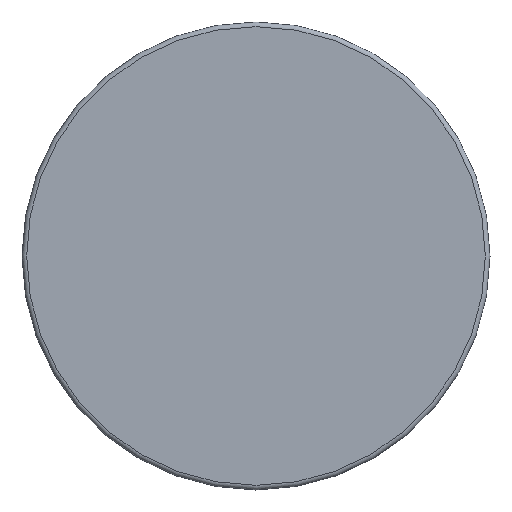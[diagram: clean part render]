
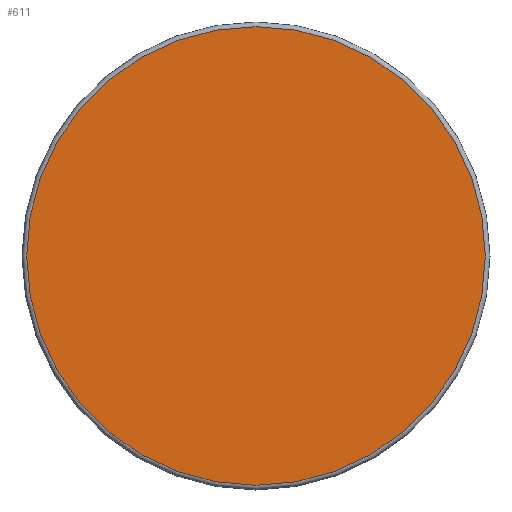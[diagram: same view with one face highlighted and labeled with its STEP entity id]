
A CAD part, front view. The second image highlights one B-rep face of the part: STEP entity #611.
In plain terms, the highlighted planar face has unit normal (0, -1, 0).
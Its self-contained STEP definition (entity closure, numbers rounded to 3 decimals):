
#67=PLANE('',#699);
#104=FACE_OUTER_BOUND('',#145,.T.);
#145=EDGE_LOOP('',(#518,#519));
#217=CIRCLE('',#700,24.5);
#218=CIRCLE('',#701,24.5);
#279=VERTEX_POINT('',#1107);
#280=VERTEX_POINT('',#1108);
#363=EDGE_CURVE('',#279,#280,#217,.T.);
#364=EDGE_CURVE('',#280,#279,#218,.T.);
#518=ORIENTED_EDGE('',*,*,#363,.F.);
#519=ORIENTED_EDGE('',*,*,#364,.F.);
#611=ADVANCED_FACE('',(#104),#67,.T.);
#699=AXIS2_PLACEMENT_3D('',#1106,#860,#861);
#700=AXIS2_PLACEMENT_3D('',#1109,#862,#863);
#701=AXIS2_PLACEMENT_3D('',#1110,#864,#865);
#860=DIRECTION('center_axis',(0.,-1.,0.));
#861=DIRECTION('ref_axis',(0.,0.,-1.));
#862=DIRECTION('center_axis',(0.,1.,0.));
#863=DIRECTION('ref_axis',(-1.,0.,0.));
#864=DIRECTION('center_axis',(0.,1.,0.));
#865=DIRECTION('ref_axis',(-1.,0.,0.));
#1106=CARTESIAN_POINT('Origin',(-12.25,0.,0.));
#1107=CARTESIAN_POINT('',(-24.5,0.,0.));
#1108=CARTESIAN_POINT('',(0.,0.,-24.5));
#1109=CARTESIAN_POINT('Origin',(0.,0.,0.));
#1110=CARTESIAN_POINT('Origin',(0.,0.,0.));
